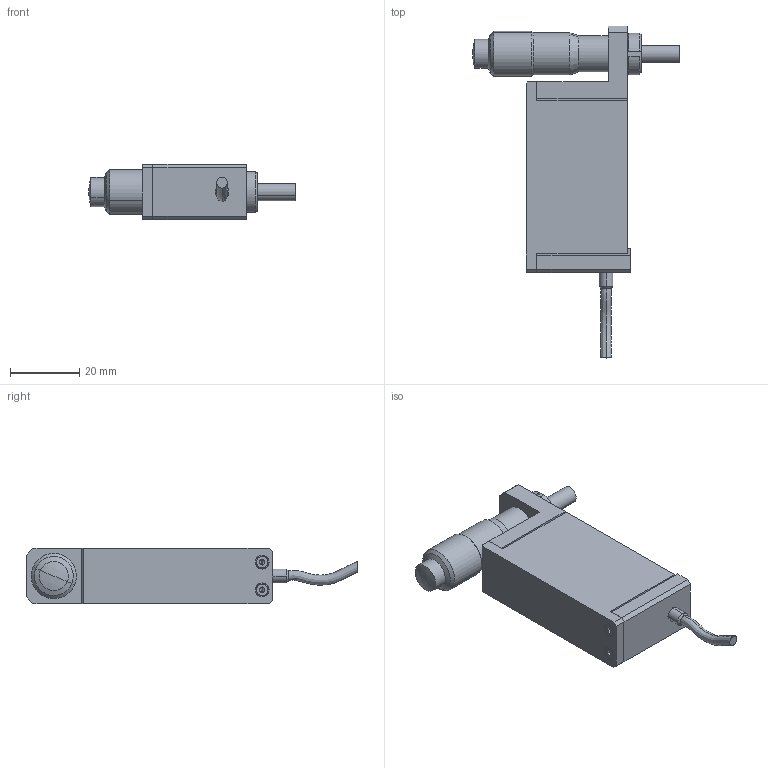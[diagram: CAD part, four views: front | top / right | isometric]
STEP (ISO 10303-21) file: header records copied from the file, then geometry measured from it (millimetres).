
FILE_DESCRIPTION (( 'STEP AP203' ), '1' );
FILE_NAME ('P84.X250.STEP', '2022-01-24T00:52:06', ( '' ), ( '' ), 'SwSTEP 2.0', 'SolidWorks 2016', '' );
FILE_SCHEMA (( 'CONFIG_CONTROL_DESIGN' ));
Length unit declared in the file: millimetre
Products named in the file (1): P84.X250
Bounding box: 59.5 x 95.6 x 16 mm (x, y, z)
Volume: 30726 mm3; surface area: 16149.1 mm2
Topology: 9 solids, 9 shells, 208 faces, 473 edges, 285 vertices
Faces by surface type: plane 102, cylinder 60, cone 36, torus 6, sphere 2, bspline 2
Entity records: 6158 total; most frequent: CARTESIAN_POINT 1397, DIRECTION 1013, ORIENTED_EDGE 918, EDGE_CURVE 459, AXIS2_PLACEMENT_3D 369, VERTEX_POINT 285, LINE 275, VECTOR 275
